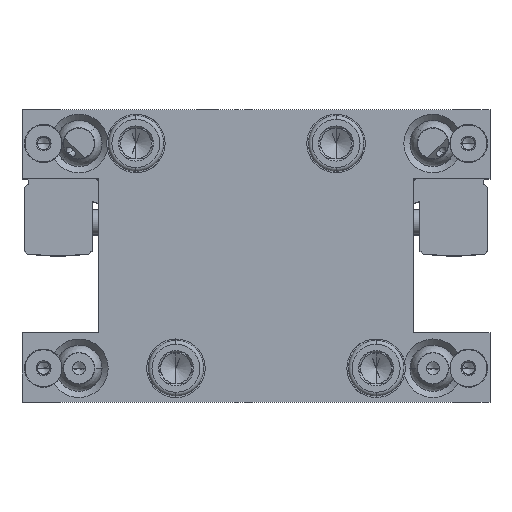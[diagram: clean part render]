
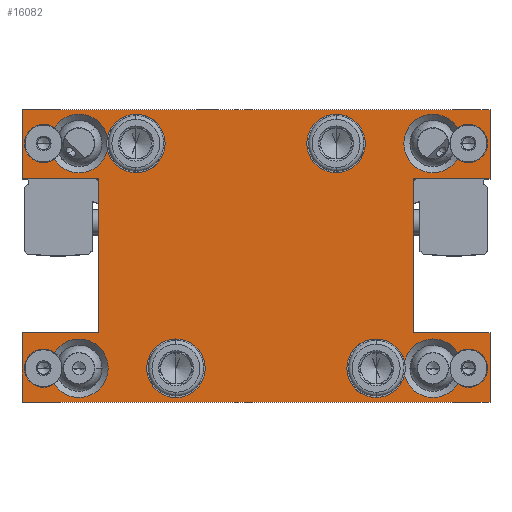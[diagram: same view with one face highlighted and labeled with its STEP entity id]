
A CAD part, top view. The second image highlights one B-rep face of the part: STEP entity #16082.
In plain terms, the highlighted planar face has unit normal (0, 0, 1).
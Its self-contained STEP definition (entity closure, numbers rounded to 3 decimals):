
#350=DIRECTION('',(0.,1.,0.));
#351=VECTOR('',#350,22.5);
#352=CARTESIAN_POINT('',(76.,25.,75.));
#353=LINE('',#352,#351);
#388=DIRECTION('',(1.,0.,0.));
#389=VECTOR('',#388,152.);
#390=CARTESIAN_POINT('',(-76.,47.5,75.));
#391=LINE('',#390,#389);
#493=DIRECTION('',(1.,0.,0.));
#494=VECTOR('',#493,25.);
#495=CARTESIAN_POINT('',(-76.,-25.,75.));
#496=LINE('',#495,#494);
#497=DIRECTION('',(0.,1.,0.));
#498=VECTOR('',#497,50.);
#499=CARTESIAN_POINT('',(-51.,-25.,75.));
#500=LINE('',#499,#498);
#501=DIRECTION('',(1.,0.,0.));
#502=VECTOR('',#501,25.);
#503=CARTESIAN_POINT('',(-76.,25.,75.));
#504=LINE('',#503,#502);
#505=DIRECTION('',(0.,1.,0.));
#506=VECTOR('',#505,22.5);
#507=CARTESIAN_POINT('',(-76.,25.,75.));
#508=LINE('',#507,#506);
#509=DIRECTION('',(-1.,0.,0.));
#510=VECTOR('',#509,25.);
#511=CARTESIAN_POINT('',(76.,25.,75.));
#512=LINE('',#511,#510);
#513=DIRECTION('',(0.,-1.,0.));
#514=VECTOR('',#513,50.);
#515=CARTESIAN_POINT('',(51.,25.,75.));
#516=LINE('',#515,#514);
#517=DIRECTION('',(-1.,0.,0.));
#518=VECTOR('',#517,25.);
#519=CARTESIAN_POINT('',(76.,-25.,75.));
#520=LINE('',#519,#518);
#521=DIRECTION('',(0.,1.,0.));
#522=VECTOR('',#521,22.5);
#523=CARTESIAN_POINT('',(-76.,-47.5,75.));
#524=LINE('',#523,#522);
#525=CARTESIAN_POINT('',(-26.,-36.5,75.));
#526=DIRECTION('',(0.,0.,1.));
#527=DIRECTION('',(-1.,0.,0.));
#528=AXIS2_PLACEMENT_3D('',#525,#526,#527);
#530=CARTESIAN_POINT('',(-26.,-36.5,75.));
#531=DIRECTION('',(0.,0.,1.));
#532=DIRECTION('',(1.,0.,0.));
#533=AXIS2_PLACEMENT_3D('',#530,#531,#532);
#535=CARTESIAN_POINT('',(26.,36.5,75.));
#536=DIRECTION('',(0.,0.,1.));
#537=DIRECTION('',(-1.,0.,0.));
#538=AXIS2_PLACEMENT_3D('',#535,#536,#537);
#540=CARTESIAN_POINT('',(26.,36.5,75.));
#541=DIRECTION('',(0.,0.,1.));
#542=DIRECTION('',(1.,0.,0.));
#543=AXIS2_PLACEMENT_3D('',#540,#541,#542);
#545=CARTESIAN_POINT('',(-57.5,36.5,75.));
#546=DIRECTION('',(0.,0.,1.));
#547=DIRECTION('',(-0.842,-0.539,0.));
#548=AXIS2_PLACEMENT_3D('',#545,#546,#547);
#550=CARTESIAN_POINT('',(-39.,36.5,75.));
#551=DIRECTION('',(0.,0.,1.));
#552=DIRECTION('',(-0.974,-0.228,0.));
#553=AXIS2_PLACEMENT_3D('',#550,#551,#552);
#555=CARTESIAN_POINT('',(-39.,36.5,75.));
#556=DIRECTION('',(0.,0.,1.));
#557=DIRECTION('',(1.,0.,0.));
#558=AXIS2_PLACEMENT_3D('',#555,#556,#557);
#560=CARTESIAN_POINT('',(-57.5,36.5,75.));
#561=DIRECTION('',(0.,0.,1.));
#562=DIRECTION('',(0.974,0.228,0.));
#563=AXIS2_PLACEMENT_3D('',#560,#561,#562);
#565=CARTESIAN_POINT('',(57.5,-36.5,75.));
#566=DIRECTION('',(0.,0.,1.));
#567=DIRECTION('',(0.842,0.539,0.));
#568=AXIS2_PLACEMENT_3D('',#565,#566,#567);
#570=CARTESIAN_POINT('',(39.,-36.5,75.));
#571=DIRECTION('',(0.,0.,1.));
#572=DIRECTION('',(0.974,0.228,0.));
#573=AXIS2_PLACEMENT_3D('',#570,#571,#572);
#575=CARTESIAN_POINT('',(39.,-36.5,75.));
#576=DIRECTION('',(0.,0.,1.));
#577=DIRECTION('',(-1.,0.,0.));
#578=AXIS2_PLACEMENT_3D('',#575,#576,#577);
#580=CARTESIAN_POINT('',(57.5,-36.5,75.));
#581=DIRECTION('',(0.,0.,1.));
#582=DIRECTION('',(-0.974,-0.228,0.));
#583=AXIS2_PLACEMENT_3D('',#580,#581,#582);
#2793=DIRECTION('',(1.,0.,0.));
#2794=VECTOR('',#2793,152.);
#2795=CARTESIAN_POINT('',(-76.,-47.5,75.));
#2796=LINE('',#2795,#2794);
#2814=DIRECTION('',(0.,1.,0.));
#2815=VECTOR('',#2814,22.5);
#2816=CARTESIAN_POINT('',(76.,-47.5,75.));
#2817=LINE('',#2816,#2815);
#5558=CARTESIAN_POINT('',(-69.,36.5,75.));
#5559=DIRECTION('',(0.,0.,-1.));
#5560=DIRECTION('',(0.564,-0.826,0.));
#5561=AXIS2_PLACEMENT_3D('',#5558,#5559,#5560);
#8013=CARTESIAN_POINT('',(69.,-36.5,75.));
#8014=DIRECTION('',(0.,0.,-1.));
#8015=DIRECTION('',(-0.564,0.826,0.));
#8016=AXIS2_PLACEMENT_3D('',#8013,#8014,#8015);
#8023=CARTESIAN_POINT('',(48.25,-38.665,75.));
#8054=CARTESIAN_POINT('',(48.25,-34.335,75.));
#9217=CARTESIAN_POINT('',(57.5,36.5,75.));
#9218=DIRECTION('',(0.,0.,-1.));
#9219=DIRECTION('',(0.842,-0.539,0.));
#9220=AXIS2_PLACEMENT_3D('',#9217,#9218,#9219);
#9276=CARTESIAN_POINT('',(69.,36.5,75.));
#9277=DIRECTION('',(0.,0.,-1.));
#9278=DIRECTION('',(-0.564,0.826,0.));
#9279=AXIS2_PLACEMENT_3D('',#9276,#9277,#9278);
#10509=CARTESIAN_POINT('',(-57.5,-36.5,75.));
#10510=DIRECTION('',(0.,0.,-1.));
#10511=DIRECTION('',(-0.842,0.539,0.));
#10512=AXIS2_PLACEMENT_3D('',#10509,#10510,#10511);
#10568=CARTESIAN_POINT('',(-69.,-36.5,75.));
#10569=DIRECTION('',(0.,0.,-1.));
#10570=DIRECTION('',(0.564,-0.826,0.));
#10571=AXIS2_PLACEMENT_3D('',#10568,#10569,#10570);
#13154=CARTESIAN_POINT('',(-76.,-47.5,75.));
#13155=CARTESIAN_POINT('',(76.,-47.5,75.));
#13156=VERTEX_POINT('',#13154);
#13157=VERTEX_POINT('',#13155);
#13158=CARTESIAN_POINT('',(-76.,47.5,75.));
#13159=CARTESIAN_POINT('',(76.,47.5,75.));
#13160=VERTEX_POINT('',#13158);
#13161=VERTEX_POINT('',#13159);
#13162=CARTESIAN_POINT('',(-76.,-25.,75.));
#13163=CARTESIAN_POINT('',(-51.,-25.,75.));
#13164=VERTEX_POINT('',#13162);
#13165=VERTEX_POINT('',#13163);
#13166=CARTESIAN_POINT('',(-51.,25.,75.));
#13167=VERTEX_POINT('',#13166);
#13168=CARTESIAN_POINT('',(-76.,25.,75.));
#13169=VERTEX_POINT('',#13168);
#13290=CARTESIAN_POINT('',(-29.5,36.5,75.));
#13291=VERTEX_POINT('',#13290);
#13300=CARTESIAN_POINT('',(-35.5,-36.5,75.));
#13301=CARTESIAN_POINT('',(-16.5,-36.5,75.));
#13302=VERTEX_POINT('',#13300);
#13303=VERTEX_POINT('',#13301);
#13464=CARTESIAN_POINT('',(76.,25.,75.));
#13465=CARTESIAN_POINT('',(51.,25.,75.));
#13466=VERTEX_POINT('',#13464);
#13467=VERTEX_POINT('',#13465);
#13468=CARTESIAN_POINT('',(51.,-25.,75.));
#13469=VERTEX_POINT('',#13468);
#13470=CARTESIAN_POINT('',(76.,-25.,75.));
#13471=VERTEX_POINT('',#13470);
#13482=CARTESIAN_POINT('',(16.5,36.5,75.));
#13483=CARTESIAN_POINT('',(35.5,36.5,75.));
#13484=VERTEX_POINT('',#13482);
#13485=VERTEX_POINT('',#13483);
#13494=CARTESIAN_POINT('',(29.5,-36.5,75.));
#13495=VERTEX_POINT('',#13494);
#13520=CARTESIAN_POINT('',(-65.503,31.381,75.));
#13521=CARTESIAN_POINT('',(-48.25,34.335,75.));
#13522=VERTEX_POINT('',#13520);
#13523=VERTEX_POINT('',#13521);
#13540=CARTESIAN_POINT('',(-65.503,41.619,75.));
#13541=VERTEX_POINT('',#13540);
#13550=CARTESIAN_POINT('',(-48.25,38.665,75.));
#13551=VERTEX_POINT('',#13550);
#13581=CARTESIAN_POINT('',(65.503,41.619,75.));
#13582=CARTESIAN_POINT('',(65.503,31.381,75.));
#13583=VERTEX_POINT('',#13581);
#13584=VERTEX_POINT('',#13582);
#13630=CARTESIAN_POINT('',(-65.503,-41.619,75.));
#13631=CARTESIAN_POINT('',(-65.503,-31.381,75.));
#13632=VERTEX_POINT('',#13630);
#13633=VERTEX_POINT('',#13631);
#13673=VERTEX_POINT('',#8023);
#13675=VERTEX_POINT('',#8054);
#13676=CARTESIAN_POINT('',(65.503,-31.381,75.));
#13677=VERTEX_POINT('',#13676);
#13678=CARTESIAN_POINT('',(65.503,-41.619,75.));
#13679=VERTEX_POINT('',#13678);
#16005=CARTESIAN_POINT('',(-76.,-47.5,75.));
#16006=DIRECTION('',(0.,0.,1.));
#16007=DIRECTION('',(1.,0.,0.));
#16008=AXIS2_PLACEMENT_3D('',#16005,#16006,#16007);
#16009=PLANE('',#16008);
#16011=ORIENTED_EDGE('',*,*,#16010,.T.);
#16013=ORIENTED_EDGE('',*,*,#16012,.T.);
#16015=ORIENTED_EDGE('',*,*,#16014,.F.);
#16017=ORIENTED_EDGE('',*,*,#16016,.T.);
#16018=ORIENTED_EDGE('',*,*,#15969,.T.);
#16019=ORIENTED_EDGE('',*,*,#15919,.F.);
#16021=ORIENTED_EDGE('',*,*,#16020,.T.);
#16023=ORIENTED_EDGE('',*,*,#16022,.T.);
#16025=ORIENTED_EDGE('',*,*,#16024,.F.);
#16027=ORIENTED_EDGE('',*,*,#16026,.F.);
#16029=ORIENTED_EDGE('',*,*,#16028,.F.);
#16031=ORIENTED_EDGE('',*,*,#16030,.T.);
#16032=EDGE_LOOP('',(#16011,#16013,#16015,#16017,#16018,#16019,#16021,#16023,
#16025,#16027,#16029,#16031));
#16033=FACE_OUTER_BOUND('',#16032,.F.);
#16035=ORIENTED_EDGE('',*,*,#16034,.T.);
#16037=ORIENTED_EDGE('',*,*,#16036,.T.);
#16038=EDGE_LOOP('',(#16035,#16037));
#16039=FACE_BOUND('',#16038,.F.);
#16041=ORIENTED_EDGE('',*,*,#16040,.T.);
#16043=ORIENTED_EDGE('',*,*,#16042,.T.);
#16044=EDGE_LOOP('',(#16041,#16043));
#16045=FACE_BOUND('',#16044,.F.);
#16047=ORIENTED_EDGE('',*,*,#16046,.F.);
#16049=ORIENTED_EDGE('',*,*,#16048,.T.);
#16051=ORIENTED_EDGE('',*,*,#16050,.T.);
#16053=ORIENTED_EDGE('',*,*,#16052,.T.);
#16055=ORIENTED_EDGE('',*,*,#16054,.T.);
#16056=EDGE_LOOP('',(#16047,#16049,#16051,#16053,#16055));
#16057=FACE_BOUND('',#16056,.F.);
#16059=ORIENTED_EDGE('',*,*,#16058,.F.);
#16061=ORIENTED_EDGE('',*,*,#16060,.F.);
#16062=EDGE_LOOP('',(#16059,#16061));
#16063=FACE_BOUND('',#16062,.F.);
#16065=ORIENTED_EDGE('',*,*,#16064,.F.);
#16067=ORIENTED_EDGE('',*,*,#16066,.F.);
#16068=EDGE_LOOP('',(#16065,#16067));
#16069=FACE_BOUND('',#16068,.F.);
#16071=ORIENTED_EDGE('',*,*,#16070,.F.);
#16073=ORIENTED_EDGE('',*,*,#16072,.T.);
#16075=ORIENTED_EDGE('',*,*,#16074,.T.);
#16077=ORIENTED_EDGE('',*,*,#16076,.T.);
#16079=ORIENTED_EDGE('',*,*,#16078,.T.);
#16080=EDGE_LOOP('',(#16071,#16073,#16075,#16077,#16079));
#16081=FACE_BOUND('',#16080,.F.);
#16082=ADVANCED_FACE('',(#16033,#16039,#16045,#16057,#16063,#16069,#16081),
#16009,.T.);
#529=CIRCLE('',#528,9.5);
#534=CIRCLE('',#533,9.5);
#539=CIRCLE('',#538,9.5);
#544=CIRCLE('',#543,9.5);
#549=CIRCLE('',#548,9.5);
#554=CIRCLE('',#553,9.5);
#559=CIRCLE('',#558,9.5);
#564=CIRCLE('',#563,9.5);
#569=CIRCLE('',#568,9.5);
#574=CIRCLE('',#573,9.5);
#579=CIRCLE('',#578,9.5);
#584=CIRCLE('',#583,9.5);
#5562=CIRCLE('',#5561,6.2);
#8017=CIRCLE('',#8016,6.2);
#9221=CIRCLE('',#9220,9.5);
#9280=CIRCLE('',#9279,6.2);
#10513=CIRCLE('',#10512,9.5);
#10572=CIRCLE('',#10571,6.2);
#15919=EDGE_CURVE('',#13466,#13161,#353,.T.);
#15969=EDGE_CURVE('',#13160,#13161,#391,.T.);
#16010=EDGE_CURVE('',#13164,#13165,#496,.T.);
#16012=EDGE_CURVE('',#13165,#13167,#500,.T.);
#16014=EDGE_CURVE('',#13169,#13167,#504,.T.);
#16016=EDGE_CURVE('',#13169,#13160,#508,.T.);
#16020=EDGE_CURVE('',#13466,#13467,#512,.T.);
#16022=EDGE_CURVE('',#13467,#13469,#516,.T.);
#16024=EDGE_CURVE('',#13471,#13469,#520,.T.);
#16026=EDGE_CURVE('',#13157,#13471,#2817,.T.);
#16028=EDGE_CURVE('',#13156,#13157,#2796,.T.);
#16030=EDGE_CURVE('',#13156,#13164,#524,.T.);
#16034=EDGE_CURVE('',#13302,#13303,#529,.T.);
#16036=EDGE_CURVE('',#13303,#13302,#534,.T.);
#16040=EDGE_CURVE('',#13484,#13485,#539,.T.);
#16042=EDGE_CURVE('',#13485,#13484,#544,.T.);
#16046=EDGE_CURVE('',#13522,#13541,#5562,.T.);
#16048=EDGE_CURVE('',#13522,#13523,#549,.T.);
#16050=EDGE_CURVE('',#13523,#13291,#554,.T.);
#16052=EDGE_CURVE('',#13291,#13551,#559,.T.);
#16054=EDGE_CURVE('',#13551,#13541,#564,.T.);
#16058=EDGE_CURVE('',#13583,#13584,#9280,.T.);
#16060=EDGE_CURVE('',#13584,#13583,#9221,.T.);
#16064=EDGE_CURVE('',#13632,#13633,#10572,.T.);
#16066=EDGE_CURVE('',#13633,#13632,#10513,.T.);
#16070=EDGE_CURVE('',#13677,#13679,#8017,.T.);
#16072=EDGE_CURVE('',#13677,#13675,#569,.T.);
#16074=EDGE_CURVE('',#13675,#13495,#574,.T.);
#16076=EDGE_CURVE('',#13495,#13673,#579,.T.);
#16078=EDGE_CURVE('',#13673,#13679,#584,.T.);
